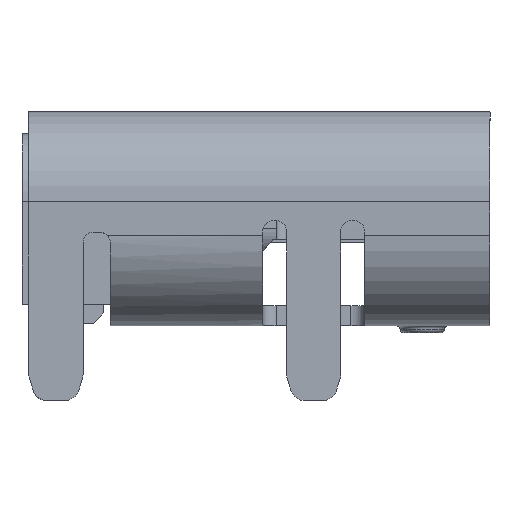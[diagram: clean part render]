
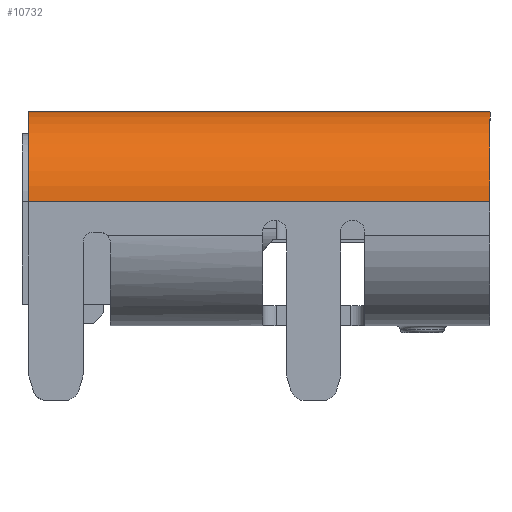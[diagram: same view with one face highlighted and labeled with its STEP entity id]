
A CAD part, left-side view. The second image highlights one B-rep face of the part: STEP entity #10732.
In plain terms, the highlighted cylindrical face has radius 1.33 mm (diameter 2.66 mm), a partial arc.
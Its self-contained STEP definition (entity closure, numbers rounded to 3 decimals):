
#184 = CIRCLE ( 'NONE', #37746, 1.33 ) ;
#919 = AXIS2_PLACEMENT_3D ( 'NONE', #3874, #25040, #18809 ) ;
#1246 = ORIENTED_EDGE ( 'NONE', *, *, #29405, .T. ) ;
#1266 = VERTEX_POINT ( 'NONE', #21690 ) ;
#2798 = DIRECTION ( 'NONE',  ( 0., 1., 0. ) ) ;
#3228 = ORIENTED_EDGE ( 'NONE', *, *, #9330, .T. ) ;
#3874 = CARTESIAN_POINT ( 'NONE',  ( -3.14, -3.45, 1.93 ) ) ;
#3926 = EDGE_LOOP ( 'NONE', ( #5626, #3228, #1246, #37369 ) ) ;
#4525 = VECTOR ( 'NONE', #2798, 1000. ) ;
#5626 = ORIENTED_EDGE ( 'NONE', *, *, #33202, .F. ) ;
#8048 = VECTOR ( 'NONE', #33493, 1000. ) ;
#8072 = VERTEX_POINT ( 'NONE', #32238 ) ;
#8657 = CARTESIAN_POINT ( 'NONE',  ( -3.14, 3.35, 1.93 ) ) ;
#9311 = LINE ( 'NONE', #30222, #4525 ) ;
#9330 = EDGE_CURVE ( 'NONE', #35582, #16392, #30947, .T. ) ;
#9609 = CARTESIAN_POINT ( 'NONE',  ( -3.14, -3.45, 3.26 ) ) ;
#10524 = CARTESIAN_POINT ( 'NONE',  ( -3.14, -3.45, 3.26 ) ) ;
#10732 = ADVANCED_FACE ( 'NONE', ( #14651 ), #26616, .T. ) ;
#11609 = CARTESIAN_POINT ( 'NONE',  ( -4.47, -3.45, 1.93 ) ) ;
#11807 = EDGE_CURVE ( 'NONE', #8072, #1266, #184, .T. ) ;
#14651 = FACE_OUTER_BOUND ( 'NONE', #3926, .T. ) ;
#15300 = AXIS2_PLACEMENT_3D ( 'NONE', #35961, #26885, #23764 ) ;
#16392 = VERTEX_POINT ( 'NONE', #10524 ) ;
#17090 = DIRECTION ( 'NONE',  ( -1., 0., 0. ) ) ;
#18809 = DIRECTION ( 'NONE',  ( 1., 0., 0. ) ) ;
#21690 = CARTESIAN_POINT ( 'NONE',  ( -3.14, 3.35, 3.26 ) ) ;
#23764 = DIRECTION ( 'NONE',  ( -1., 0., 0. ) ) ;
#25040 = DIRECTION ( 'NONE',  ( 0., 1., 0. ) ) ;
#26616 = CYLINDRICAL_SURFACE ( 'NONE', #919, 1.33 ) ;
#26885 = DIRECTION ( 'NONE',  ( 0., 1., 0. ) ) ;
#29021 = DIRECTION ( 'NONE',  ( 0., 1., 0. ) ) ;
#29405 = EDGE_CURVE ( 'NONE', #16392, #1266, #37018, .T. ) ;
#30222 = CARTESIAN_POINT ( 'NONE',  ( -4.47, -3.45, 1.93 ) ) ;
#30947 = CIRCLE ( 'NONE', #15300, 1.33 ) ;
#32238 = CARTESIAN_POINT ( 'NONE',  ( -4.47, 3.35, 1.93 ) ) ;
#33202 = EDGE_CURVE ( 'NONE', #35582, #8072, #9311, .T. ) ;
#33493 = DIRECTION ( 'NONE',  ( 0., 1., 0. ) ) ;
#35582 = VERTEX_POINT ( 'NONE', #11609 ) ;
#35961 = CARTESIAN_POINT ( 'NONE',  ( -3.14, -3.45, 1.93 ) ) ;
#37018 = LINE ( 'NONE', #9609, #8048 ) ;
#37369 = ORIENTED_EDGE ( 'NONE', *, *, #11807, .F. ) ;
#37746 = AXIS2_PLACEMENT_3D ( 'NONE', #8657, #29021, #17090 ) ;
